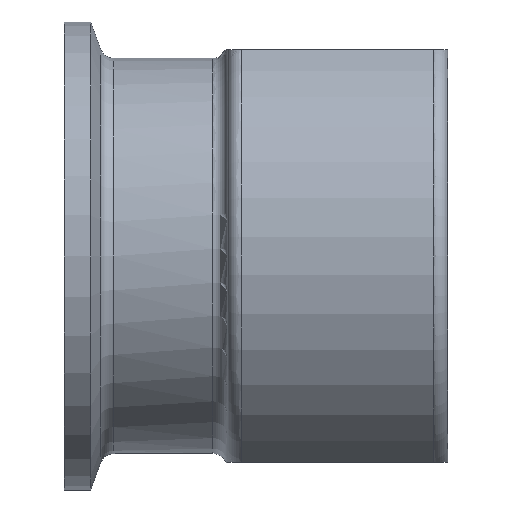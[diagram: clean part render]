
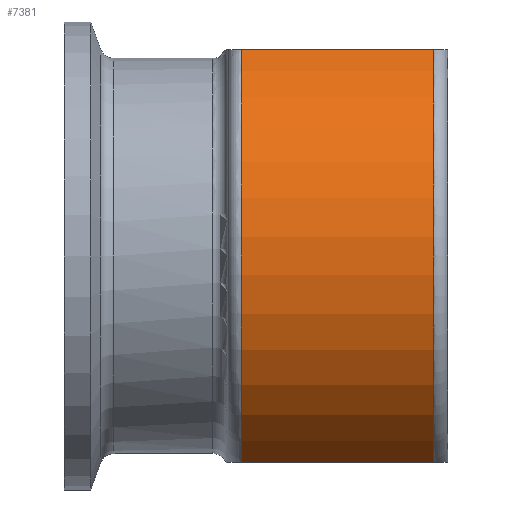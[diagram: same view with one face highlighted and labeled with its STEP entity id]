
A CAD part, front view. The second image highlights one B-rep face of the part: STEP entity #7381.
In plain terms, the highlighted cylindrical face has radius 25.197 mm (diameter 50.394 mm), a partial arc.
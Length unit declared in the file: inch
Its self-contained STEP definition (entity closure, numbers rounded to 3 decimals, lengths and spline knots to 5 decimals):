
#866=FACE_OUTER_BOUND('',#1315,.T.);
#1315=EDGE_LOOP('',(#6862,#6863,#6864,#6865));
#1513=CIRCLE('',#7804,0.992);
#1514=CIRCLE('',#7805,0.992);
#2022=LINE('',#16139,#2515);
#2024=LINE('',#16170,#2517);
#2515=VECTOR('',#9113,0.815);
#2517=VECTOR('',#9117,0.815);
#3609=VERTEX_POINT('',#16071);
#3615=VERTEX_POINT('',#16126);
#3618=VERTEX_POINT('',#16156);
#3619=VERTEX_POINT('',#16169);
#4700=EDGE_CURVE('',#3609,#3615,#2022,.T.);
#4704=EDGE_CURVE('',#3619,#3618,#2024,.T.);
#4714=EDGE_CURVE('',#3619,#3615,#1513,.T.);
#4715=EDGE_CURVE('',#3609,#3618,#1514,.T.);
#6862=ORIENTED_EDGE('',*,*,#4700,.T.);
#6863=ORIENTED_EDGE('',*,*,#4714,.F.);
#6864=ORIENTED_EDGE('',*,*,#4704,.T.);
#6865=ORIENTED_EDGE('',*,*,#4715,.F.);
#6960=CYLINDRICAL_SURFACE('',#7803,0.992);
#7381=ADVANCED_FACE('',(#866),#6960,.T.);
#7803=AXIS2_PLACEMENT_3D('',#16219,#9134,#9135);
#7804=AXIS2_PLACEMENT_3D('',#16220,#9136,#9137);
#7805=AXIS2_PLACEMENT_3D('',#16221,#9138,#9139);
#9113=DIRECTION('',(-1.,0.,0.));
#9117=DIRECTION('',(1.,0.,0.));
#9134=DIRECTION('center_axis',(1.,0.,0.));
#9135=DIRECTION('ref_axis',(0.,1.,0.));
#9136=DIRECTION('center_axis',(-1.,0.,0.));
#9137=DIRECTION('ref_axis',(0.,-1.,0.));
#9138=DIRECTION('center_axis',(1.,0.,0.));
#9139=DIRECTION('ref_axis',(0.,-1.,0.));
#16071=CARTESIAN_POINT('',(1.565,-0.46737,0.875));
#16126=CARTESIAN_POINT('',(0.75,-0.46737,0.875));
#16139=CARTESIAN_POINT('',(1.1575,-0.46737,0.875));
#16156=CARTESIAN_POINT('',(1.565,-0.46737,-0.875));
#16169=CARTESIAN_POINT('',(0.75,-0.46737,-0.875));
#16170=CARTESIAN_POINT('',(1.1575,-0.46737,-0.875));
#16219=CARTESIAN_POINT('Origin',(1.1575,0.,0.));
#16220=CARTESIAN_POINT('Origin',(0.75,0.,0.));
#16221=CARTESIAN_POINT('Origin',(1.565,0.,0.));
